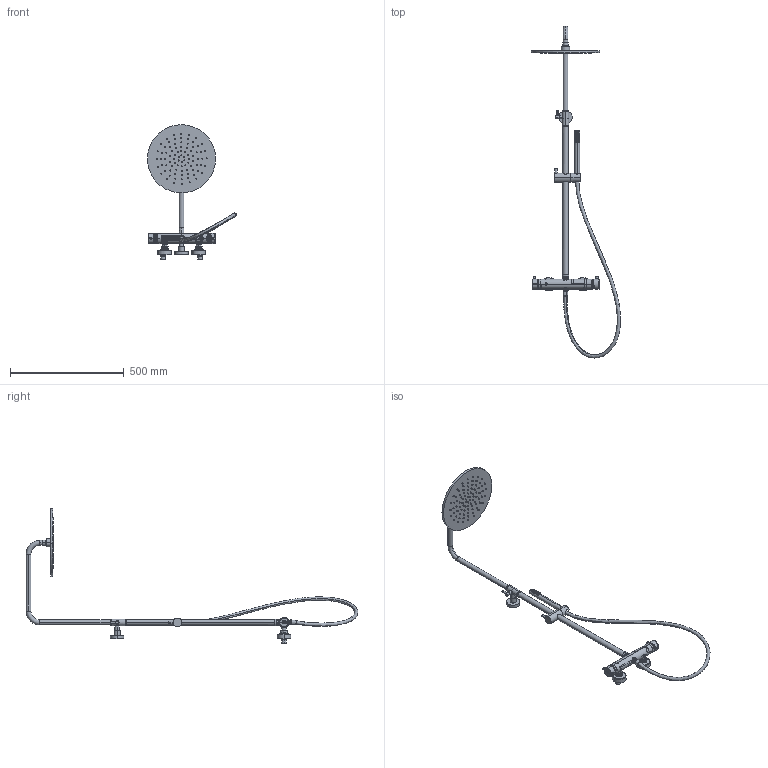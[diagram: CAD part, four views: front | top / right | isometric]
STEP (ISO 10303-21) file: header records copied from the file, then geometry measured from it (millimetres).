
FILE_DESCRIPTION (( 'STEP AP203' ), '1' );
FILE_NAME ('00000220E0.STEP', '2024-12-07T06:39:12', ( '' ), ( '' ), 'SwSTEP 2.0', 'SolidWorks 2018', '' );
FILE_SCHEMA (( 'CONFIG_CONTROL_DESIGN' ));
Length unit declared in the file: millimetre
Products named in the file (32): 2220041-0328^001022404; 2020043^001022404; 2510114^001022404; 2710002^001022404; 2550148^001022404; 001022404; 2610216-01^001022404; 2510016^001022404; 2710084^001022404; 2550021^001022404; 2120162^001022404; 2040065^001022404; 2540006^001022404; 2210033^001022404; 2020133^001022404; 0000036630; flex colonna 221; 2610296^001022404; 2050193^001022404; 2510072^001022404; scorrevole colonna 220; 2070001^001022404; 0010022000; 2050013^001022404; 2550078^001022404; 2020004^001022404; 2220041^001022404; 00000220E0; 0100900410; 2550135^001022404; 2750002^001022404
Assembly tree (41 placements, depth 3):
  00000220E0
    001022404
      2120162^001022404
      2710084^001022404
      2020133^001022404
      2050193^001022404
      2220041^001022404
      2610216-01^001022404
      2710002^001022404
      2020004^001022404
      2020043^001022404
      2610296^001022404
      2550021^001022404  x2
      2510114^001022404  x2
      2510016^001022404  x2
      2050013^001022404  x2
      2510072^001022404  x2
      2540006^001022404  x2
      2210033^001022404  x2
      2070001^001022404  x2
      2550078^001022404
      2550135^001022404
      2550148^001022404
      2750002^001022404  x2
      2040065^001022404  x2
      2220041-0328^001022404
    0010022000
      0010022000
      scorrevole colonna 220
    0000036630
    0100900410
    flex colonna 221
Bounding box: 392.15 x 1460.3 x 592.25 mm (x, y, z)
Volume: 2015939 mm3; surface area: 615719.7 mm2
Topology: 42 solids, 43 shells, 2924 faces, 6773 edges, 4255 vertices
Faces by surface type: cylinder 1258, plane 861, cone 278, torus 259, bspline 254, sphere 14
Entity records: 110040 total; most frequent: CARTESIAN_POINT 47838, ORIENTED_EDGE 12220, DIRECTION 12039, EDGE_CURVE 6110, AXIS2_PLACEMENT_3D 4984, VERTEX_POINT 3857, EDGE_LOOP 3043, ADVANCED_FACE 2640
